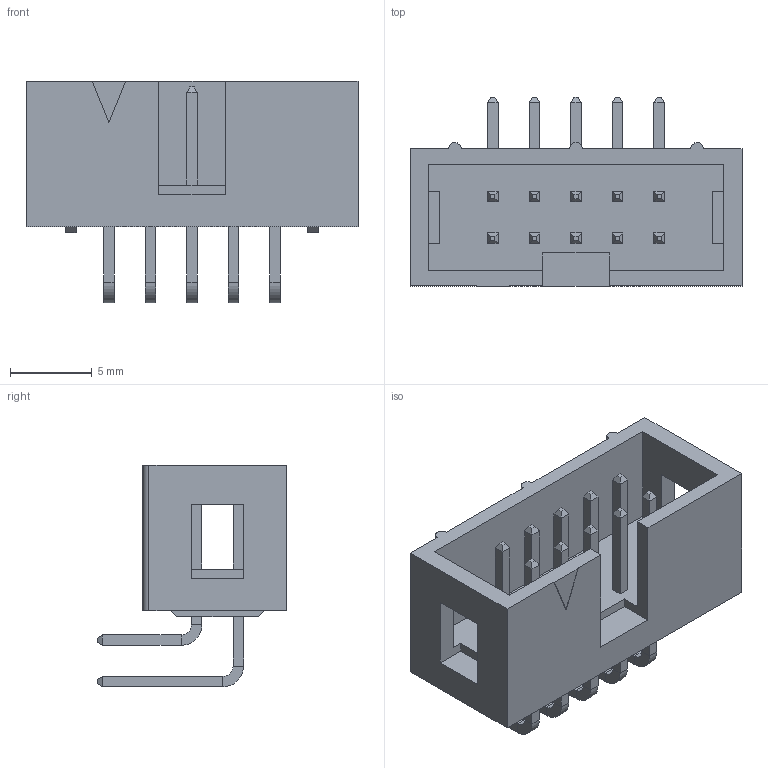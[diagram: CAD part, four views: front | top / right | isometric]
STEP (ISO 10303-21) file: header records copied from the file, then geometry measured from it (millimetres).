
FILE_DESCRIPTION(/* description */ (''),/* implementation_level */ '2;1');
FILE_NAME(/* name */ '30310-5002 v2.step',/* time_stamp */ '2019-12-08T22:46:39+09:00',/* author */ (''),/* organization */ (''),/* preprocessor_version */ 'ST-DEVELOPER v18',/* originating_system */ 'Autodesk Translation Framework v8.12.0.6',/* authorisation */ '');
FILE_SCHEMA (('AUTOMOTIVE_DESIGN { 1 0 10303 214 3 1 1 }'));
Length unit declared in the file: millimetre
Products named in the file (1): 30310-5002
Bounding box: 20.29 x 11.61 x 13.55 mm (x, y, z)
Volume: 776.5 mm3; surface area: 1545.5 mm2
Topology: 21 solids, 21 shells, 325 faces, 689 edges, 406 vertices
Faces by surface type: plane 302, cylinder 23
Entity records: 8404 total; most frequent: CARTESIAN_POINT 1421, DIRECTION 1387, ORIENTED_EDGE 1378, EDGE_CURVE 689, LINE 643, VECTOR 643, VERTEX_POINT 406, AXIS2_PLACEMENT_3D 372
